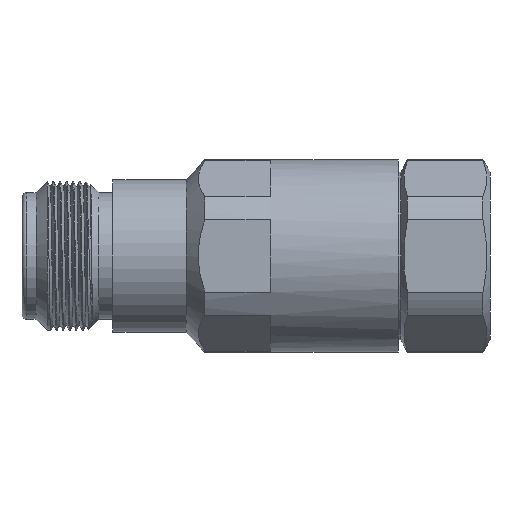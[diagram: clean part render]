
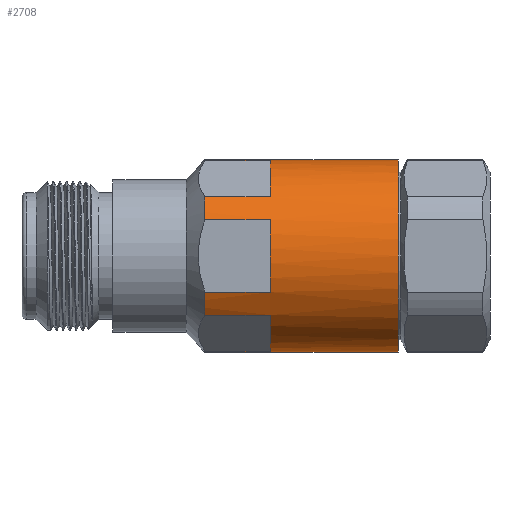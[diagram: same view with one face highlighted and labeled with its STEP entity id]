
A CAD part, front view. The second image highlights one B-rep face of the part: STEP entity #2708.
In plain terms, the highlighted cylindrical face has radius 10.25 mm (diameter 20.5 mm), a partial arc.
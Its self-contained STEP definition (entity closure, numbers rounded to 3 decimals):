
#303=CARTESIAN_POINT('',(1.5,0.,0.));
#304=DIRECTION('',(1.,0.,0.));
#305=DIRECTION('',(0.,-0.138,0.99));
#306=AXIS2_PLACEMENT_3D('',#303,#304,#305);
#308=DIRECTION('',(-1.,0.,0.));
#309=VECTOR('',#308,6.95);
#310=CARTESIAN_POINT('',(1.5,-1.417,10.152));
#311=LINE('',#310,#309);
#312=DIRECTION('',(-1.,0.,0.));
#313=VECTOR('',#312,20.6);
#314=CARTESIAN_POINT('',(15.15,0.,10.25));
#315=LINE('',#314,#313);
#316=CARTESIAN_POINT('',(15.15,0.,0.));
#317=DIRECTION('',(-1.,0.,0.));
#318=DIRECTION('',(0.,0.,-1.));
#319=AXIS2_PLACEMENT_3D('',#316,#317,#318);
#321=DIRECTION('',(-1.,0.,0.));
#322=VECTOR('',#321,20.6);
#323=CARTESIAN_POINT('',(15.15,0.,-10.25));
#324=LINE('',#323,#322);
#325=DIRECTION('',(-1.,0.,0.));
#326=VECTOR('',#325,6.95);
#327=CARTESIAN_POINT('',(1.5,-1.417,-10.152));
#328=LINE('',#327,#326);
#329=CARTESIAN_POINT('',(1.5,0.,0.));
#330=DIRECTION('',(1.,0.,0.));
#331=DIRECTION('',(0.,-0.789,-0.615));
#332=AXIS2_PLACEMENT_3D('',#329,#330,#331);
#334=DIRECTION('',(-1.,0.,0.));
#335=VECTOR('',#334,6.95);
#336=CARTESIAN_POINT('',(1.5,-8.083,-6.303));
#337=LINE('',#336,#335);
#338=DIRECTION('',(-1.,0.,0.));
#339=VECTOR('',#338,6.95);
#340=CARTESIAN_POINT('',(1.5,-9.5,-3.849));
#341=LINE('',#340,#339);
#342=CARTESIAN_POINT('',(1.5,0.,0.));
#343=DIRECTION('',(1.,0.,0.));
#344=DIRECTION('',(0.,-0.927,0.375));
#345=AXIS2_PLACEMENT_3D('',#342,#343,#344);
#347=DIRECTION('',(-1.,0.,0.));
#348=VECTOR('',#347,6.95);
#349=CARTESIAN_POINT('',(1.5,-9.5,3.849));
#350=LINE('',#349,#348);
#351=DIRECTION('',(-1.,0.,0.));
#352=VECTOR('',#351,6.95);
#353=CARTESIAN_POINT('',(1.5,-8.083,6.303));
#354=LINE('',#353,#352);
#476=CARTESIAN_POINT('',(-5.45,0.,0.));
#477=DIRECTION('',(-1.,0.,0.));
#478=DIRECTION('',(0.,0.,-1.));
#479=AXIS2_PLACEMENT_3D('',#476,#477,#478);
#489=CARTESIAN_POINT('',(-5.45,0.,0.));
#490=DIRECTION('',(-1.,0.,0.));
#491=DIRECTION('',(0.,-0.138,0.99));
#492=AXIS2_PLACEMENT_3D('',#489,#490,#491);
#505=CARTESIAN_POINT('',(-5.45,0.,0.));
#506=DIRECTION('',(-1.,0.,0.));
#507=DIRECTION('',(0.,-0.927,0.375));
#508=AXIS2_PLACEMENT_3D('',#505,#506,#507);
#521=CARTESIAN_POINT('',(-5.45,0.,0.));
#522=DIRECTION('',(-1.,0.,0.));
#523=DIRECTION('',(0.,-0.789,-0.615));
#524=AXIS2_PLACEMENT_3D('',#521,#522,#523);
#2054=CARTESIAN_POINT('',(15.15,0.,-10.25));
#2055=CARTESIAN_POINT('',(-5.45,0.,-10.25));
#2056=VERTEX_POINT('',#2054);
#2057=VERTEX_POINT('',#2055);
#2066=CARTESIAN_POINT('',(15.15,0.,10.25));
#2067=CARTESIAN_POINT('',(-5.45,0.,10.25));
#2068=VERTEX_POINT('',#2066);
#2069=VERTEX_POINT('',#2067);
#2094=CARTESIAN_POINT('',(1.5,-1.417,10.152));
#2095=CARTESIAN_POINT('',(1.5,-8.083,6.303));
#2096=VERTEX_POINT('',#2094);
#2097=VERTEX_POINT('',#2095);
#2258=CARTESIAN_POINT('',(-5.45,-1.417,-10.152));
#2259=VERTEX_POINT('',#2258);
#2260=CARTESIAN_POINT('',(-5.45,-8.083,-6.303));
#2261=CARTESIAN_POINT('',(-5.45,-9.5,-3.849));
#2262=VERTEX_POINT('',#2260);
#2263=VERTEX_POINT('',#2261);
#2304=CARTESIAN_POINT('',(1.5,-9.5,3.849));
#2305=CARTESIAN_POINT('',(1.5,-9.5,-3.849));
#2306=VERTEX_POINT('',#2304);
#2307=VERTEX_POINT('',#2305);
#2308=CARTESIAN_POINT('',(1.5,-8.083,-6.303));
#2309=CARTESIAN_POINT('',(1.5,-1.417,-10.152));
#2310=VERTEX_POINT('',#2308);
#2311=VERTEX_POINT('',#2309);
#2312=CARTESIAN_POINT('',(-5.45,-1.417,10.152));
#2313=VERTEX_POINT('',#2312);
#2314=CARTESIAN_POINT('',(-5.45,-8.083,6.303));
#2315=VERTEX_POINT('',#2314);
#2316=CARTESIAN_POINT('',(-5.45,-9.5,3.849));
#2317=VERTEX_POINT('',#2316);
#2670=CARTESIAN_POINT('',(-27.445,0.,0.));
#2671=DIRECTION('',(1.,0.,0.));
#2672=DIRECTION('',(0.,0.,1.));
#2673=AXIS2_PLACEMENT_3D('',#2670,#2671,#2672);
#2674=CYLINDRICAL_SURFACE('',#2673,10.25);
#2676=ORIENTED_EDGE('',*,*,#2675,.F.);
#2678=ORIENTED_EDGE('',*,*,#2677,.T.);
#2680=ORIENTED_EDGE('',*,*,#2679,.T.);
#2682=ORIENTED_EDGE('',*,*,#2681,.F.);
#2683=ORIENTED_EDGE('',*,*,#2659,.F.);
#2685=ORIENTED_EDGE('',*,*,#2684,.T.);
#2687=ORIENTED_EDGE('',*,*,#2686,.T.);
#2689=ORIENTED_EDGE('',*,*,#2688,.F.);
#2691=ORIENTED_EDGE('',*,*,#2690,.F.);
#2693=ORIENTED_EDGE('',*,*,#2692,.T.);
#2695=ORIENTED_EDGE('',*,*,#2694,.T.);
#2697=ORIENTED_EDGE('',*,*,#2696,.F.);
#2699=ORIENTED_EDGE('',*,*,#2698,.F.);
#2701=ORIENTED_EDGE('',*,*,#2700,.T.);
#2703=ORIENTED_EDGE('',*,*,#2702,.T.);
#2705=ORIENTED_EDGE('',*,*,#2704,.F.);
#2706=EDGE_LOOP('',(#2676,#2678,#2680,#2682,#2683,#2685,#2687,#2689,#2691,#2693,
#2695,#2697,#2699,#2701,#2703,#2705));
#2707=FACE_OUTER_BOUND('',#2706,.F.);
#307=CIRCLE('',#306,10.25);
#320=CIRCLE('',#319,10.25);
#333=CIRCLE('',#332,10.25);
#346=CIRCLE('',#345,10.25);
#480=CIRCLE('',#479,10.25);
#493=CIRCLE('',#492,10.25);
#509=CIRCLE('',#508,10.25);
#525=CIRCLE('',#524,10.25);
#2659=EDGE_CURVE('',#2056,#2068,#320,.T.);
#2675=EDGE_CURVE('',#2096,#2097,#307,.T.);
#2677=EDGE_CURVE('',#2096,#2313,#311,.T.);
#2679=EDGE_CURVE('',#2313,#2069,#493,.T.);
#2681=EDGE_CURVE('',#2068,#2069,#315,.T.);
#2684=EDGE_CURVE('',#2056,#2057,#324,.T.);
#2686=EDGE_CURVE('',#2057,#2259,#480,.T.);
#2688=EDGE_CURVE('',#2311,#2259,#328,.T.);
#2690=EDGE_CURVE('',#2310,#2311,#333,.T.);
#2692=EDGE_CURVE('',#2310,#2262,#337,.T.);
#2694=EDGE_CURVE('',#2262,#2263,#525,.T.);
#2696=EDGE_CURVE('',#2307,#2263,#341,.T.);
#2698=EDGE_CURVE('',#2306,#2307,#346,.T.);
#2700=EDGE_CURVE('',#2306,#2317,#350,.T.);
#2702=EDGE_CURVE('',#2317,#2315,#509,.T.);
#2704=EDGE_CURVE('',#2097,#2315,#354,.T.);
#2708=ADVANCED_FACE('',(#2707),#2674,.T.);
